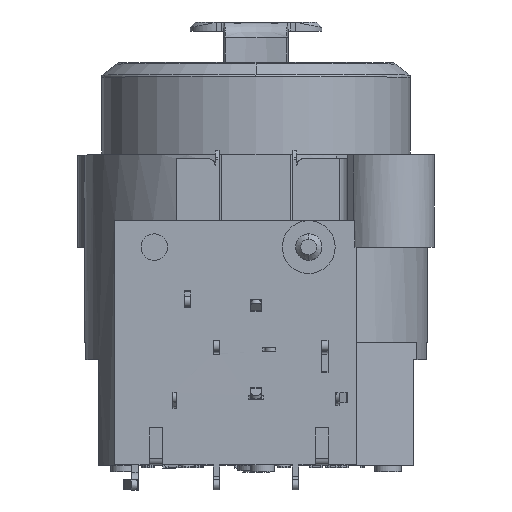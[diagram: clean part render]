
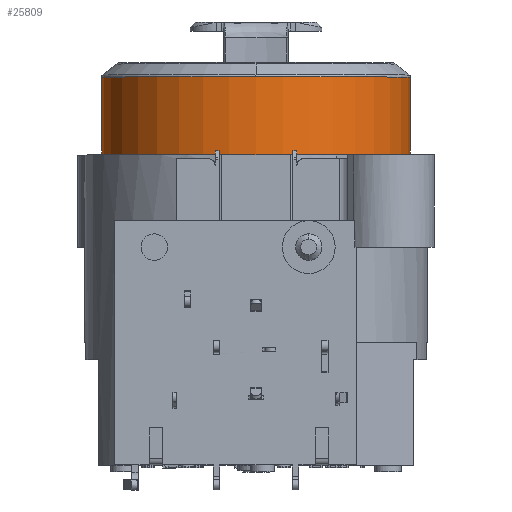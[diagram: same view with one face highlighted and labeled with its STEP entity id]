
A CAD part, top view. The second image highlights one B-rep face of the part: STEP entity #25809.
In plain terms, the highlighted cylindrical face has radius 11.7 mm (diameter 23.4 mm), a partial arc.
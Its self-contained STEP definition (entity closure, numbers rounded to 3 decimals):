
#2863=CARTESIAN_POINT('',(0.,-7.,0.));
#2864=DIRECTION('',(0.,1.,0.));
#2865=DIRECTION('',(-1.,0.,0.));
#2866=AXIS2_PLACEMENT_3D('',#2863,#2864,#2865);
#6330=DIRECTION('',(0.,1.,0.));
#6331=VECTOR('',#6330,5.903);
#6332=CARTESIAN_POINT('',(11.7,-7.,0.));
#6333=LINE('',#6332,#6331);
#6347=DIRECTION('',(0.,1.,0.));
#6348=VECTOR('',#6347,5.903);
#6349=CARTESIAN_POINT('',(-11.7,-7.,0.));
#6350=LINE('',#6349,#6348);
#6351=CARTESIAN_POINT('',(0.,-1.097,0.));
#6352=DIRECTION('',(0.,1.,0.));
#6353=DIRECTION('',(0.,0.,1.));
#6354=AXIS2_PLACEMENT_3D('',#6351,#6352,#6353);
#6361=CARTESIAN_POINT('',(0.,-1.097,0.));
#6362=DIRECTION('',(0.,-1.,0.));
#6363=DIRECTION('',(0.,0.,1.));
#6364=AXIS2_PLACEMENT_3D('',#6361,#6362,#6363);
#16632=CARTESIAN_POINT('',(0.,-1.097,11.7));
#16633=CARTESIAN_POINT('',(-11.7,-1.097,0.));
#16634=VERTEX_POINT('',#16632);
#16635=VERTEX_POINT('',#16633);
#18564=CARTESIAN_POINT('',(11.7,-7.,0.));
#18565=CARTESIAN_POINT('',(11.7,-1.097,0.));
#18566=VERTEX_POINT('',#18564);
#18567=VERTEX_POINT('',#18565);
#18568=CARTESIAN_POINT('',(-11.7,-7.,0.));
#18569=VERTEX_POINT('',#18568);
#25795=CARTESIAN_POINT('',(0.,0.,0.));
#25796=DIRECTION('',(0.,-1.,0.));
#25797=DIRECTION('',(1.,0.,0.));
#25798=AXIS2_PLACEMENT_3D('',#25795,#25796,#25797);
#25799=CYLINDRICAL_SURFACE('',#25798,11.7);
#25800=ORIENTED_EDGE('',*,*,#21363,.F.);
#25801=ORIENTED_EDGE('',*,*,#25784,.T.);
#25803=ORIENTED_EDGE('',*,*,#25802,.F.);
#25805=ORIENTED_EDGE('',*,*,#25804,.T.);
#25806=ORIENTED_EDGE('',*,*,#25780,.F.);
#25807=EDGE_LOOP('',(#25800,#25801,#25803,#25805,#25806));
#25808=FACE_OUTER_BOUND('',#25807,.F.);
#2867=CIRCLE('',#2866,11.7);
#6355=CIRCLE('',#6354,11.7);
#6365=CIRCLE('',#6364,11.7);
#21363=EDGE_CURVE('',#18569,#18566,#2867,.T.);
#25780=EDGE_CURVE('',#18566,#18567,#6333,.T.);
#25784=EDGE_CURVE('',#18569,#16635,#6350,.T.);
#25802=EDGE_CURVE('',#16634,#16635,#6365,.T.);
#25804=EDGE_CURVE('',#16634,#18567,#6355,.T.);
#25809=ADVANCED_FACE('',(#25808),#25799,.T.);
